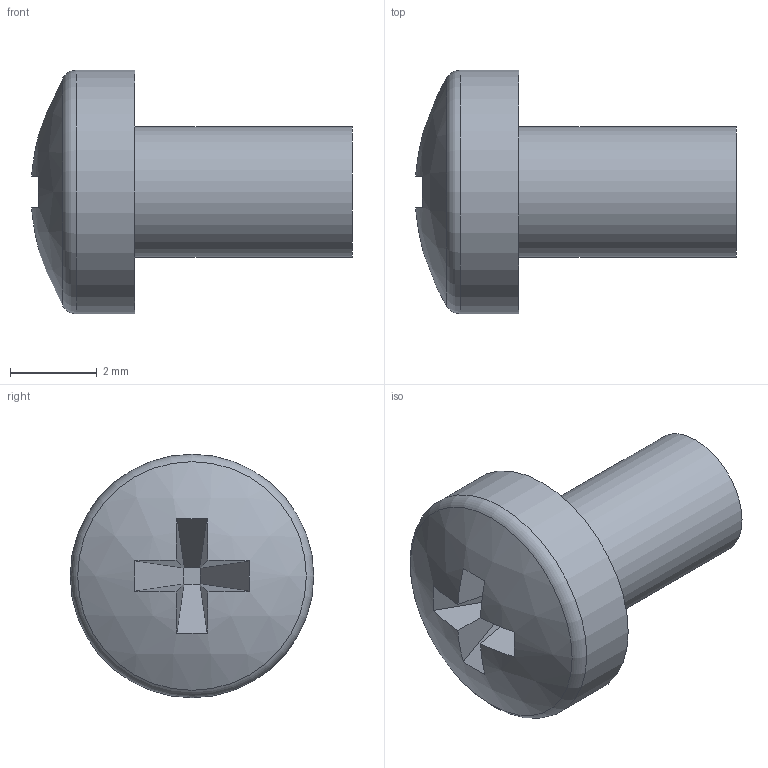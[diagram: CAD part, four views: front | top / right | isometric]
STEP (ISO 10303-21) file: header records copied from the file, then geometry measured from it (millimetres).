
FILE_DESCRIPTION(/* description */ (''),/* implementation_level */ '2;1');
FILE_NAME(/* name */ 'pan cross headamB18.6.7M M3 x 0.5 x 5 Type I Cross Recessed PHMS 5N.stp',/* time_stamp */ '2024-05-05T11:31:40+02:00',/* author */ (''),/* organization */ (''),/* preprocessor_version */ 'ST-DEVELOPER v20',/* originating_system */ 'Autodesk Translation Framework v12.20.1.177',/* authorisation */ '');
FILE_SCHEMA (('AUTOMOTIVE_DESIGN { 1 0 10303 214 3 1 1 }'));
Length unit declared in the file: millimetre
Products named in the file (1): pan cross head_am_B18.6.7M - M3 x 0.5 x 5 Type I Cross Recessed PHMS 
--5N
Bounding box: 7.37 x 5.6 x 5.6 mm (x, y, z)
Volume: 81.5 mm3; surface area: 133.1 mm2
Topology: 1 solids, 1 shells, 19 faces, 36 edges, 21 vertices
Faces by surface type: plane 15, cylinder 2, torus 1, sphere 1
Full cylindrical faces by diameter (mm): 3 x1, 5.6 x1
Entity records: 509 total; most frequent: DIRECTION 94, CARTESIAN_POINT 77, ORIENTED_EDGE 72, AXIS2_PLACEMENT_3D 38, EDGE_CURVE 36, EDGE_LOOP 21, VERTEX_POINT 21, FACE_OUTER_BOUND 19
